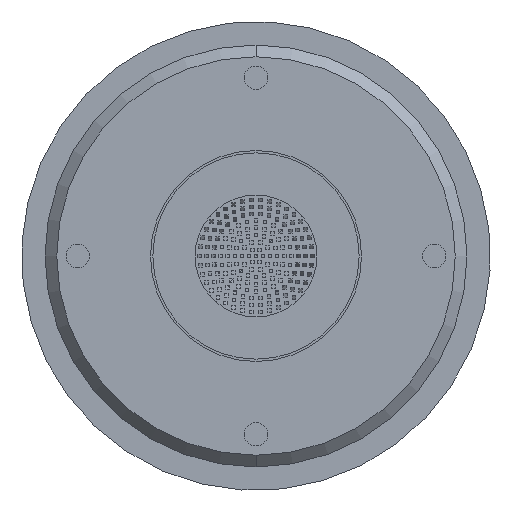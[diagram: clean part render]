
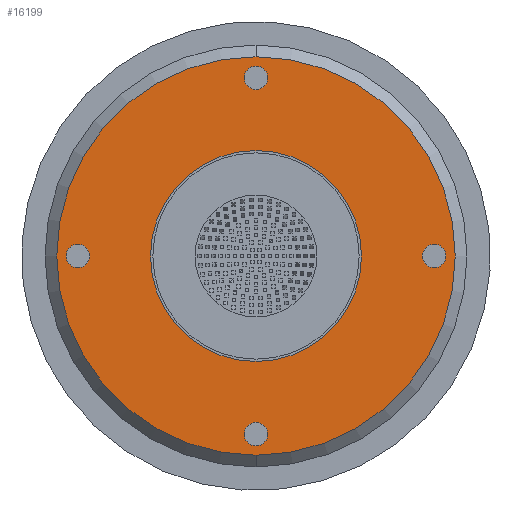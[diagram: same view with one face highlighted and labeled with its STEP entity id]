
A CAD part, front view. The second image highlights one B-rep face of the part: STEP entity #16199.
In plain terms, the highlighted planar face has unit normal (0, -1, 0).
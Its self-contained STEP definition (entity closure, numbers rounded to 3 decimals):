
#296 = FACE_OUTER_BOUND ( 'NONE', #34916, .T. ) ;
#1485 = EDGE_LOOP ( 'NONE', ( #41303, #42945 ) ) ;
#1578 = CARTESIAN_POINT ( 'NONE',  ( 0., -20.979, -35.5 ) ) ;
#2458 = ORIENTED_EDGE ( 'NONE', *, *, #25541, .T. ) ;
#4365 = AXIS2_PLACEMENT_3D ( 'NONE', #59411, #49197, #32209 ) ;
#4730 = DIRECTION ( 'NONE',  ( 0., 0., -1. ) ) ;
#5730 = FACE_BOUND ( 'NONE', #66174, .T. ) ;
#6061 = FACE_BOUND ( 'NONE', #33325, .T. ) ;
#6179 = CIRCLE ( 'NONE', #22522, 2.5 ) ;
#6306 = DIRECTION ( 'NONE',  ( 0., 1., 0. ) ) ;
#6541 = AXIS2_PLACEMENT_3D ( 'NONE', #27759, #12406, #49872 ) ;
#6743 = DIRECTION ( 'NONE',  ( 0., 0., 1. ) ) ;
#6921 = EDGE_CURVE ( 'NONE', #43107, #49398, #6179, .T. ) ;
#7151 = VERTEX_POINT ( 'NONE', #54817 ) ;
#7621 = DIRECTION ( 'NONE',  ( 0., 0., 1. ) ) ;
#7652 = DIRECTION ( 'NONE',  ( 0., 1., 0. ) ) ;
#7686 = CIRCLE ( 'NONE', #38132, 2.5 ) ;
#9850 = CIRCLE ( 'NONE', #6541, 2.5 ) ;
#10183 = DIRECTION ( 'NONE',  ( 0., -1., 0. ) ) ;
#10512 = FACE_BOUND ( 'NONE', #33517, .T. ) ;
#10627 = VERTEX_POINT ( 'NONE', #13675 ) ;
#11483 = DIRECTION ( 'NONE',  ( 0., 1., 0. ) ) ;
#11864 = CARTESIAN_POINT ( 'NONE',  ( 0., -20.979, -38. ) ) ;
#12406 = DIRECTION ( 'NONE',  ( 0., 1., 0. ) ) ;
#12880 = CARTESIAN_POINT ( 'NONE',  ( 0., -20.979, 0. ) ) ;
#13562 = AXIS2_PLACEMENT_3D ( 'NONE', #54075, #58504, #6743 ) ;
#13675 = CARTESIAN_POINT ( 'NONE',  ( 0., -20.979, -40.5 ) ) ;
#15806 = DIRECTION ( 'NONE',  ( 0., 1., 0. ) ) ;
#16199 = ADVANCED_FACE ( 'NONE', ( #5730, #6061, #10512, #21406, #30645, #296 ), #42177, .T. ) ;
#17712 = VERTEX_POINT ( 'NONE', #39967 ) ;
#18540 = CARTESIAN_POINT ( 'NONE',  ( 38., -20.979, 2.5 ) ) ;
#18544 = DIRECTION ( 'NONE',  ( 0., -1., 0. ) ) ;
#19636 = CIRCLE ( 'NONE', #4365, 22.5 ) ;
#20479 = EDGE_CURVE ( 'NONE', #29781, #7151, #7686, .T. ) ;
#20725 = CARTESIAN_POINT ( 'NONE',  ( 38., -20.979, 0. ) ) ;
#21299 = CARTESIAN_POINT ( 'NONE',  ( 0., -20.979, -42.5 ) ) ;
#21406 = FACE_BOUND ( 'NONE', #1485, .T. ) ;
#21851 = ORIENTED_EDGE ( 'NONE', *, *, #33371, .T. ) ;
#21909 = AXIS2_PLACEMENT_3D ( 'NONE', #49885, #7652, #49200 ) ;
#22522 = AXIS2_PLACEMENT_3D ( 'NONE', #37305, #6306, #32205 ) ;
#23361 = CARTESIAN_POINT ( 'NONE',  ( 0., -20.979, 22.5 ) ) ;
#23793 = EDGE_CURVE ( 'NONE', #49398, #43107, #57975, .T. ) ;
#23979 = AXIS2_PLACEMENT_3D ( 'NONE', #33875, #18544, #44755 ) ;
#25541 = EDGE_CURVE ( 'NONE', #61429, #10627, #39960, .T. ) ;
#26077 = EDGE_CURVE ( 'NONE', #55137, #17712, #63939, .T. ) ;
#27759 = CARTESIAN_POINT ( 'NONE',  ( -38., -20.979, 0. ) ) ;
#28781 = CARTESIAN_POINT ( 'NONE',  ( 0., -20.979, -22.5 ) ) ;
#29781 = VERTEX_POINT ( 'NONE', #61667 ) ;
#30645 = FACE_BOUND ( 'NONE', #37382, .T. ) ;
#32205 = DIRECTION ( 'NONE',  ( 0., 0., 1. ) ) ;
#32209 = DIRECTION ( 'NONE',  ( 0., 0., -1. ) ) ;
#32280 = DIRECTION ( 'NONE',  ( 0., 0., 1. ) ) ;
#33325 = EDGE_LOOP ( 'NONE', ( #42926, #54028 ) ) ;
#33371 = EDGE_CURVE ( 'NONE', #10627, #61429, #35858, .T. ) ;
#33517 = EDGE_LOOP ( 'NONE', ( #67318, #35406 ) ) ;
#33875 = CARTESIAN_POINT ( 'NONE',  ( 0., -20.979, 0. ) ) ;
#34100 = AXIS2_PLACEMENT_3D ( 'NONE', #12880, #66689, #62254 ) ;
#34523 = VERTEX_POINT ( 'NONE', #23361 ) ;
#34916 = EDGE_LOOP ( 'NONE', ( #61392, #51006 ) ) ;
#35130 = AXIS2_PLACEMENT_3D ( 'NONE', #36412, #10183, #4730 ) ;
#35406 = ORIENTED_EDGE ( 'NONE', *, *, #66836, .T. ) ;
#35858 = CIRCLE ( 'NONE', #47804, 2.5 ) ;
#36412 = CARTESIAN_POINT ( 'NONE',  ( -42.5, -20.979, 0. ) ) ;
#36428 = CARTESIAN_POINT ( 'NONE',  ( 0., -20.979, 42.5 ) ) ;
#36472 = DIRECTION ( 'NONE',  ( 0., 0., 1. ) ) ;
#37305 = CARTESIAN_POINT ( 'NONE',  ( 38., -20.979, 0. ) ) ;
#37382 = EDGE_LOOP ( 'NONE', ( #2458, #21851 ) ) ;
#38132 = AXIS2_PLACEMENT_3D ( 'NONE', #62471, #15806, #57379 ) ;
#38287 = DIRECTION ( 'NONE',  ( 0., 1., 0. ) ) ;
#39960 = CIRCLE ( 'NONE', #66083, 2.5 ) ;
#39967 = CARTESIAN_POINT ( 'NONE',  ( 0., -20.979, 35.5 ) ) ;
#40150 = CARTESIAN_POINT ( 'NONE',  ( 38., -20.979, -2.5 ) ) ;
#40830 = ORIENTED_EDGE ( 'NONE', *, *, #53005, .F. ) ;
#41303 = ORIENTED_EDGE ( 'NONE', *, *, #23793, .T. ) ;
#41985 = EDGE_CURVE ( 'NONE', #65574, #44067, #42934, .T. ) ;
#42177 = PLANE ( 'NONE',  #35130 ) ;
#42926 = ORIENTED_EDGE ( 'NONE', *, *, #20479, .T. ) ;
#42934 = CIRCLE ( 'NONE', #13562, 42.5 ) ;
#42945 = ORIENTED_EDGE ( 'NONE', *, *, #6921, .T. ) ;
#43107 = VERTEX_POINT ( 'NONE', #40150 ) ;
#43196 = DIRECTION ( 'NONE',  ( 0., 1., 0. ) ) ;
#44067 = VERTEX_POINT ( 'NONE', #36428 ) ;
#44685 = CIRCLE ( 'NONE', #21909, 2.5 ) ;
#44755 = DIRECTION ( 'NONE',  ( 0., 0., -1. ) ) ;
#46060 = CIRCLE ( 'NONE', #34100, 42.5 ) ;
#47804 = AXIS2_PLACEMENT_3D ( 'NONE', #11864, #43196, #63968 ) ;
#49197 = DIRECTION ( 'NONE',  ( 0., -1., 0. ) ) ;
#49200 = DIRECTION ( 'NONE',  ( 0., 0., 1. ) ) ;
#49398 = VERTEX_POINT ( 'NONE', #18540 ) ;
#49872 = DIRECTION ( 'NONE',  ( 0., 0., 1. ) ) ;
#49885 = CARTESIAN_POINT ( 'NONE',  ( 0., -20.979, 38. ) ) ;
#51006 = ORIENTED_EDGE ( 'NONE', *, *, #41985, .F. ) ;
#51803 = CARTESIAN_POINT ( 'NONE',  ( 0., -20.979, 38. ) ) ;
#52006 = AXIS2_PLACEMENT_3D ( 'NONE', #51803, #62667, #36472 ) ;
#52841 = EDGE_CURVE ( 'NONE', #34523, #55958, #19636, .T. ) ;
#53005 = EDGE_CURVE ( 'NONE', #55958, #34523, #60942, .T. ) ;
#54028 = ORIENTED_EDGE ( 'NONE', *, *, #65673, .T. ) ;
#54075 = CARTESIAN_POINT ( 'NONE',  ( 0., -20.979, 0. ) ) ;
#54817 = CARTESIAN_POINT ( 'NONE',  ( -38., -20.979, -2.5 ) ) ;
#55137 = VERTEX_POINT ( 'NONE', #59243 ) ;
#55958 = VERTEX_POINT ( 'NONE', #28781 ) ;
#57379 = DIRECTION ( 'NONE',  ( 0., 0., 1. ) ) ;
#57975 = CIRCLE ( 'NONE', #61229, 2.5 ) ;
#58443 = ORIENTED_EDGE ( 'NONE', *, *, #52841, .F. ) ;
#58504 = DIRECTION ( 'NONE',  ( 0., 1., 0. ) ) ;
#59243 = CARTESIAN_POINT ( 'NONE',  ( 0., -20.979, 40.5 ) ) ;
#59411 = CARTESIAN_POINT ( 'NONE',  ( 0., -20.979, 0. ) ) ;
#60063 = CARTESIAN_POINT ( 'NONE',  ( 0., -20.979, -38. ) ) ;
#60942 = CIRCLE ( 'NONE', #23979, 22.5 ) ;
#61229 = AXIS2_PLACEMENT_3D ( 'NONE', #20725, #11483, #32280 ) ;
#61392 = ORIENTED_EDGE ( 'NONE', *, *, #62703, .F. ) ;
#61429 = VERTEX_POINT ( 'NONE', #1578 ) ;
#61667 = CARTESIAN_POINT ( 'NONE',  ( -38., -20.979, 2.5 ) ) ;
#62254 = DIRECTION ( 'NONE',  ( 0., 0., 1. ) ) ;
#62471 = CARTESIAN_POINT ( 'NONE',  ( -38., -20.979, 0. ) ) ;
#62667 = DIRECTION ( 'NONE',  ( 0., 1., 0. ) ) ;
#62703 = EDGE_CURVE ( 'NONE', #44067, #65574, #46060, .T. ) ;
#63939 = CIRCLE ( 'NONE', #52006, 2.5 ) ;
#63968 = DIRECTION ( 'NONE',  ( 0., 0., 1. ) ) ;
#65574 = VERTEX_POINT ( 'NONE', #21299 ) ;
#65673 = EDGE_CURVE ( 'NONE', #7151, #29781, #9850, .T. ) ;
#66083 = AXIS2_PLACEMENT_3D ( 'NONE', #60063, #38287, #7621 ) ;
#66174 = EDGE_LOOP ( 'NONE', ( #40830, #58443 ) ) ;
#66689 = DIRECTION ( 'NONE',  ( 0., 1., 0. ) ) ;
#66836 = EDGE_CURVE ( 'NONE', #17712, #55137, #44685, .T. ) ;
#67318 = ORIENTED_EDGE ( 'NONE', *, *, #26077, .T. ) ;
